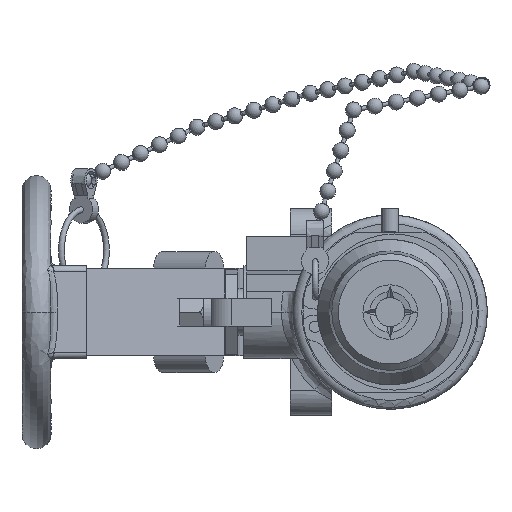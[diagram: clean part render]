
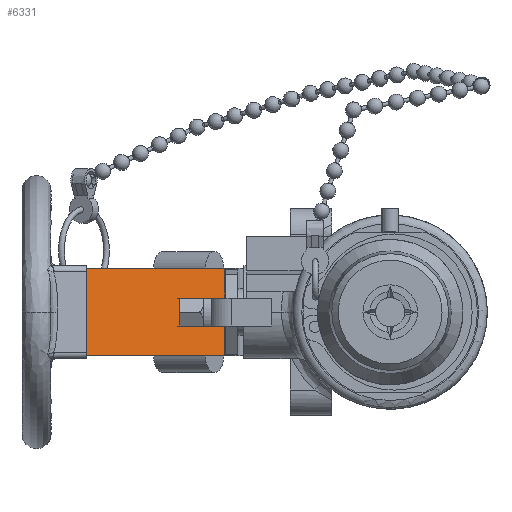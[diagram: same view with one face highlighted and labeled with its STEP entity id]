
A CAD part, left-side view. The second image highlights one B-rep face of the part: STEP entity #6331.
In plain terms, the highlighted planar face has unit normal (-0.838, -0.545, 0).
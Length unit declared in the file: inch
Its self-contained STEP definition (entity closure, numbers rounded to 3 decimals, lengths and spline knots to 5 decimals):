
#97=CARTESIAN_POINT('',(0.6465,1.42,-0.375));
#98=VERTEX_POINT('',#97);
#105=CARTESIAN_POINT('',(-0.1255,2.60769,-0.375));
#106=VERTEX_POINT('',#105);
#107=CARTESIAN_POINT('',(-0.1255,2.60769,-0.375));
#108=DIRECTION('',(0.545,-0.838,0.));
#109=VECTOR('',#108,1.41654);
#110=LINE('',#107,#109);
#111=EDGE_CURVE('',#106,#98,#110,.T.);
#327=CARTESIAN_POINT('',(-0.1255,2.60769,0.375));
#328=VERTEX_POINT('',#327);
#335=CARTESIAN_POINT('',(0.6465,1.42,0.375));
#336=VERTEX_POINT('',#335);
#337=CARTESIAN_POINT('',(0.6465,1.42,0.375));
#338=DIRECTION('',(-0.545,0.838,0.));
#339=VECTOR('',#338,1.41654);
#340=LINE('',#337,#339);
#341=EDGE_CURVE('',#336,#328,#340,.T.);
#3591=CARTESIAN_POINT('',(-0.1255,2.60769,0.375));
#3592=DIRECTION('',(0.0,0.0,-1.0));
#3593=VECTOR('',#3592,0.75);
#3594=LINE('',#3591,#3593);
#3595=EDGE_CURVE('',#328,#106,#3594,.T.);
#6267=CARTESIAN_POINT('',(-0.4065,3.04,0.375));
#6268=DIRECTION('',(-0.838,-0.545,0.));
#6269=DIRECTION('',(-0.545,0.838,0.));
#6270=AXIS2_PLACEMENT_3D('',#6267,#6268,#6269);
#6271=PLANE('',#6270);
#6272=ORIENTED_EDGE('',*,*,#3595,.T.);
#6273=ORIENTED_EDGE('',*,*,#111,.T.);
#6274=CARTESIAN_POINT('',(0.6465,1.42,-0.12));
#6275=VERTEX_POINT('',#6274);
#6276=CARTESIAN_POINT('',(0.6465,1.42,-0.12));
#6277=DIRECTION('',(0.0,0.0,-1.0));
#6278=VECTOR('',#6277,0.255);
#6279=LINE('',#6276,#6278);
#6280=EDGE_CURVE('',#6275,#98,#6279,.T.);
#6281=ORIENTED_EDGE('',*,*,#6280,.F.);
#6282=CARTESIAN_POINT('',(0.62845,1.44776,-0.12));
#6283=VERTEX_POINT('',#6282);
#6284=CARTESIAN_POINT('',(0.6465,1.42,-0.12));
#6285=DIRECTION('',(-0.545,0.838,0.));
#6286=VECTOR('',#6285,0.03311);
#6287=LINE('',#6284,#6286);
#6288=EDGE_CURVE('',#6275,#6283,#6287,.T.);
#6289=ORIENTED_EDGE('',*,*,#6288,.T.);
#6290=CARTESIAN_POINT('',(0.39301,1.80998,-0.12));
#6291=VERTEX_POINT('',#6290);
#6292=CARTESIAN_POINT('',(0.62845,1.44776,-0.12));
#6293=DIRECTION('',(-0.545,0.838,0.));
#6294=VECTOR('',#6293,0.43201);
#6295=LINE('',#6292,#6294);
#6296=EDGE_CURVE('',#6283,#6291,#6295,.T.);
#6297=ORIENTED_EDGE('',*,*,#6296,.T.);
#6298=CARTESIAN_POINT('',(0.39301,1.80998,0.12));
#6299=VERTEX_POINT('',#6298);
#6300=CARTESIAN_POINT('',(0.39301,1.80998,-0.12));
#6301=DIRECTION('',(0.0,0.0,1.0));
#6302=VECTOR('',#6301,0.24);
#6303=LINE('',#6300,#6302);
#6304=EDGE_CURVE('',#6291,#6299,#6303,.T.);
#6305=ORIENTED_EDGE('',*,*,#6304,.T.);
#6306=CARTESIAN_POINT('',(0.62845,1.44776,0.12));
#6307=VERTEX_POINT('',#6306);
#6308=CARTESIAN_POINT('',(0.39301,1.80998,0.12));
#6309=DIRECTION('',(0.545,-0.838,0.));
#6310=VECTOR('',#6309,0.43201);
#6311=LINE('',#6308,#6310);
#6312=EDGE_CURVE('',#6299,#6307,#6311,.T.);
#6313=ORIENTED_EDGE('',*,*,#6312,.T.);
#6314=CARTESIAN_POINT('',(0.6465,1.42,0.12));
#6315=VERTEX_POINT('',#6314);
#6316=CARTESIAN_POINT('',(0.62845,1.44776,0.12));
#6317=DIRECTION('',(0.545,-0.838,0.));
#6318=VECTOR('',#6317,0.03311);
#6319=LINE('',#6316,#6318);
#6320=EDGE_CURVE('',#6307,#6315,#6319,.T.);
#6321=ORIENTED_EDGE('',*,*,#6320,.T.);
#6322=CARTESIAN_POINT('',(0.6465,1.42,0.375));
#6323=DIRECTION('',(0.0,0.0,-1.0));
#6324=VECTOR('',#6323,0.255);
#6325=LINE('',#6322,#6324);
#6326=EDGE_CURVE('',#336,#6315,#6325,.T.);
#6327=ORIENTED_EDGE('',*,*,#6326,.F.);
#6328=ORIENTED_EDGE('',*,*,#341,.T.);
#6329=EDGE_LOOP('',(#6272,#6273,#6281,#6289,#6297,#6305,#6313,#6321,#6327,#6328));
#6330=FACE_OUTER_BOUND('',#6329,.T.);
#6331=ADVANCED_FACE('',(#6330),#6271,.T.);
